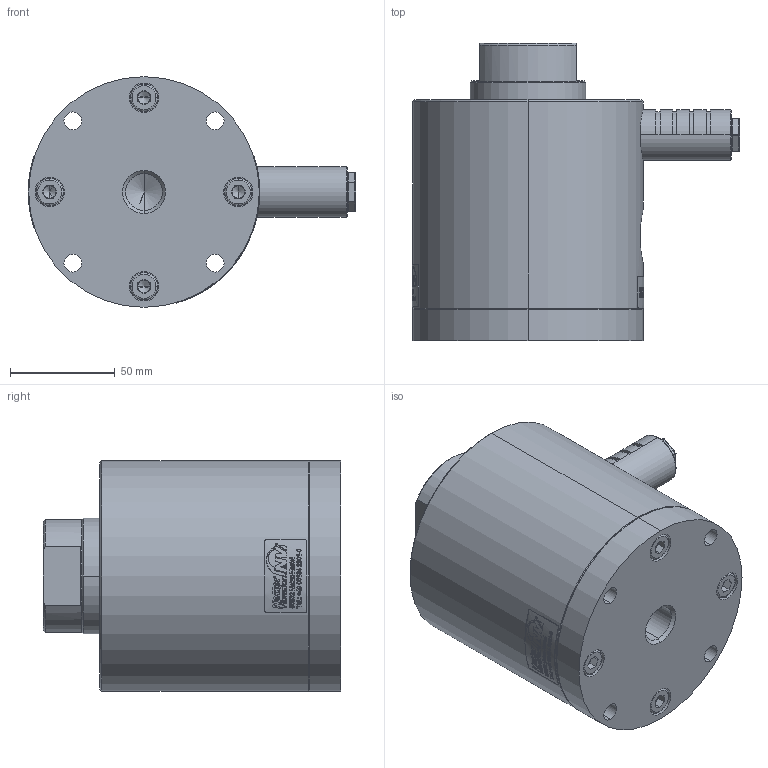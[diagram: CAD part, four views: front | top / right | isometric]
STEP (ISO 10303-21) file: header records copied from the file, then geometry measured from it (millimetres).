
FILE_DESCRIPTION (( 'STEP AP214' ), '1' );
FILE_NAME ('NTK 55 HF #03355100.STEP', '2022-03-14T09:51:09', ( '' ), ( '' ), 'SwSTEP 2.0', 'SolidWorks 2015', '' );
FILE_SCHEMA (( 'AUTOMOTIVE_DESIGN' ));
Length unit declared in the file: millimetre
Products named in the file (1): NTK 55 HF #03355100
Bounding box: 156.2 x 142 x 110 mm (x, y, z)
Volume: 1225110.5 mm3; surface area: 138347.6 mm2
Topology: 11 solids, 11 shells, 484 faces, 2086 edges, 1776 vertices
Faces by surface type: cylinder 286, plane 117, cone 46, torus 27, sphere 8
Entity records: 37534 total; most frequent: CARTESIAN_POINT 19815, ORIENTED_EDGE 4116, DIRECTION 2745, EDGE_CURVE 2058, VERTEX_POINT 1776, AXIS2_PLACEMENT_3D 1098, B_SPLINE_CURVE_WITH_KNOTS 896, EDGE_LOOP 690
